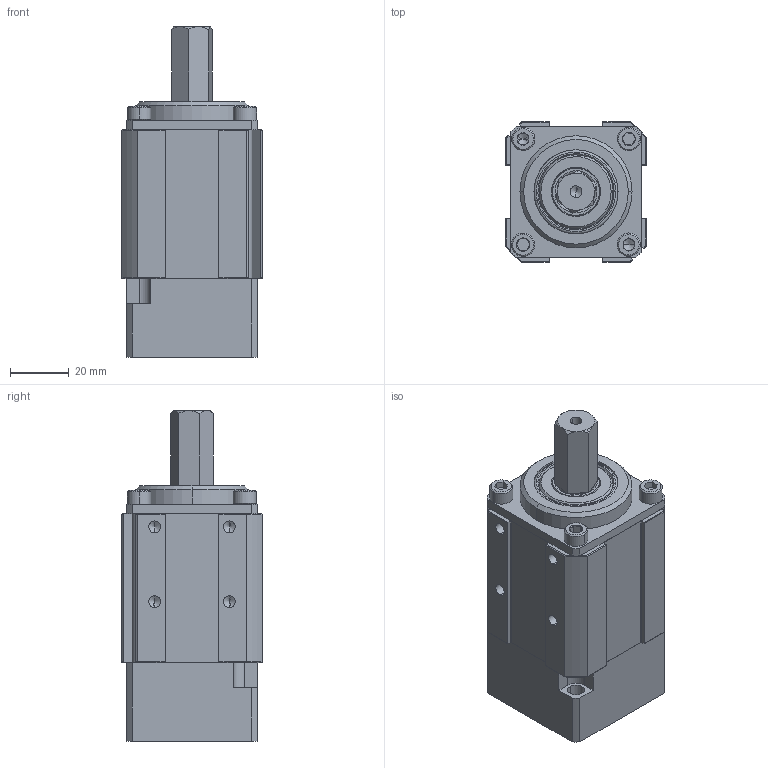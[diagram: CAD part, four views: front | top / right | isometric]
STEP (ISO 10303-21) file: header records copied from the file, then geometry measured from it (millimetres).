
FILE_DESCRIPTION (( 'STEP AP214' ), '1' );
FILE_NAME ('am-4008 2 stage HD - CIM Sport.STEP', '2019-02-21T15:28:25', ( '' ), ( '' ), 'SwSTEP 2.0', 'SolidWorks 2018', '' );
FILE_SCHEMA (( 'AUTOMOTIVE_DESIGN' ));
Length unit declared in the file: inch
Products named in the file (18): Cim Sport Motor Block; am-XXXX - 4_1 Stage Long Sun Gear; 16T Planet Gear; 16T Long Sun Gear; am-XXXX - 57 Sport Stage Carrier Plate; 5_1 HD Output Stage; 18T Long Planet Gear; 5_1 HD Output Stage Carrier Plate; 10-32 X 375 SHCS_90128A940; Thrust washer - 775 Sport; am-XXXX - 57 Sport 500 Hex Output Plug; R8ZZ Bearing; retaining Ring 0500 - Mcm 98410A122_98410A122; Output Block; am-XXXX - 57 Sport 500 Hex Shaft; 10-32x2500_shcs 2_HX-SHCS 0.19-32x1.375x1-C; am-4008 2 stage HD - CIM Sport; am-XXXX - 57 Sport 2 Stage HD Ring Gear Housing
Assembly tree (27 placements, depth 3):
  am-4008 2 stage HD - CIM Sport
    am-XXXX - 57 Sport 500 Hex Output Plug
      am-XXXX - 57 Sport 500 Hex Shaft
      Output Block
      retaining Ring 0500 - Mcm 98410A122_98410A122
      R8ZZ Bearing  x2
    Thrust washer - 775 Sport
    10-32 X 375 SHCS_90128A940  x2
    5_1 HD Output Stage
      5_1 HD Output Stage Carrier Plate
      18T Long Planet Gear  x4
    am-XXXX - 4_1 Stage Long Sun Gear
      am-XXXX - 57 Sport Stage Carrier Plate
      16T Long Sun Gear  x2
      16T Planet Gear  x4
    am-XXXX - 57 Sport 2 Stage HD Ring Gear Housing
    10-32x2500_shcs 2_HX-SHCS 0.19-32x1.375x1-C  x2
    Cim Sport Motor Block
Bounding box: 47.62 x 47.62 x 112.41 mm (x, y, z)
Volume: 148724.4 mm3; surface area: 69035.1 mm2
Topology: 24 solids, 24 shells, 1648 faces, 4516 edges, 2927 vertices
Faces by surface type: cylinder 1275, plane 190, cone 131, torus 48, bspline 4
Entity records: 36656 total; most frequent: CARTESIAN_POINT 7394, DIRECTION 5691, ORIENTED_EDGE 5174, EDGE_CURVE 2587, AXIS2_PLACEMENT_3D 2343, VERTEX_POINT 1684, CIRCLE 1337, EDGE_LOOP 1053
